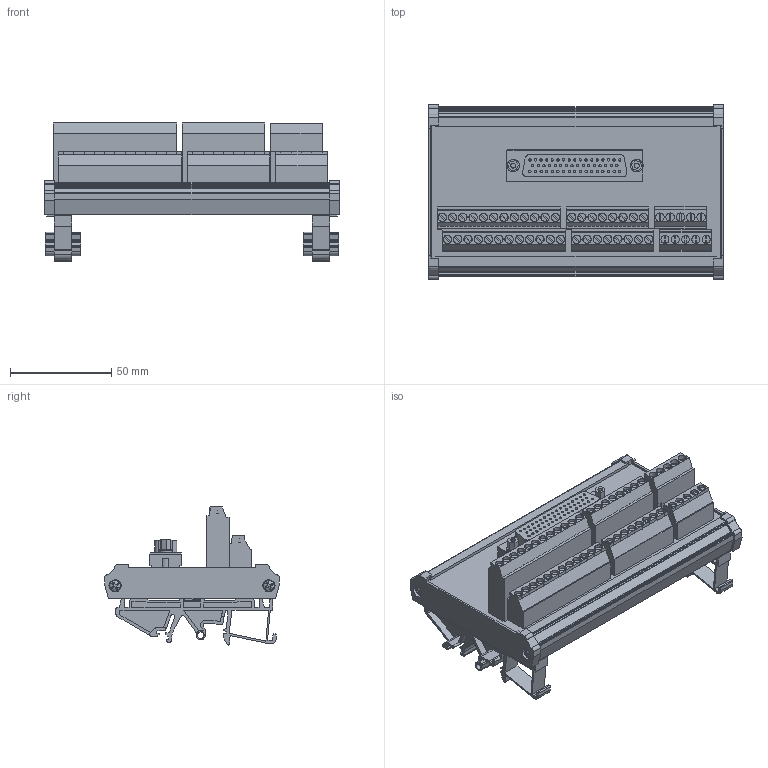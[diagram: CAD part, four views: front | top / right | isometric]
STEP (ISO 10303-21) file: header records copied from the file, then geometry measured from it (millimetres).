
FILE_DESCRIPTION(('CATIA V5R22 STEP214','CAx-IF Rec.Pracs.--- Model Styling and Organization---1.4--- 2014-01-23'),'2;1');
FILE_NAME ('D1548759_0_8005171001_3D_8005171001.stp','2022-10-27T07:38:08+00:00',('none'),('Weidmueller'),'CATIA Version 5-6 Release 2016 SP3 HF44','CATIA V5 STEP AP214','none');
FILE_SCHEMA(('AUTOMOTIVE_DESIGN { 1 0 10303 214 1 1 1 1 }'));
Products named in the file (1): 8005171001_RS SD50B UNC 4.40 LP2N
Bounding box: 145.5 x 86.4 x 68.17 mm (x, y, z)
Volume: 146741.2 mm3; surface area: 108825.6 mm2
Topology: 1 solids, 13 shells, 1887 faces, 5927 edges, 4176 vertices
Faces by surface type: plane 1236, cylinder 635, torus 8, sphere 8
Entity records: 73936 total; most frequent: CARTESIAN_POINT 20136, ORIENTED_EDGE 11854, DIRECTION 8943, EDGE_CURVE 5927, VERTEX_POINT 4176, VECTOR 3543, LINE 3543, AXIS2_PLACEMENT_3D 3516
